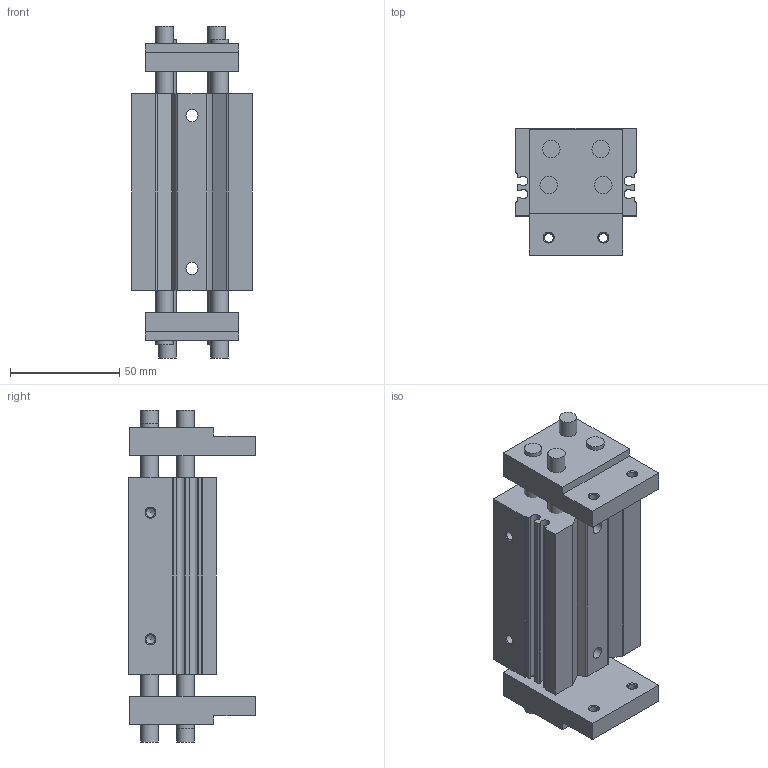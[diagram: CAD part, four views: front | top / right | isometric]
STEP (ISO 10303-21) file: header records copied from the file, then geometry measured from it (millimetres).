
FILE_DESCRIPTION( ( 'STEP AP203' ), '1' );
FILE_NAME( 'MCHX-16-60M.stp', '2022-01-18T08:33:07', ( 'License CC BY-ND 4.0' ), ( 'CADENAS' ), ' ', 'PARTsolutions', ' ' );
FILE_SCHEMA( ( 'CONFIG_CONTROL_DESIGN' ) );
Length unit declared in the file: millimetre
Products named in the file (3): MCHX-16-60M; _MCHX-16-60M_(b); _MCHX-16-60M_(f)
Assembly tree (3 placements, depth 2):
  MCHX-16-60M
    _MCHX-16-60M_(b)
    _MCHX-16-60M_(f)  x2
Bounding box: 55 x 58 x 152 mm (x, y, z)
Volume: 247625.1 mm3; surface area: 65809.9 mm2
Topology: 3 solids, 7 shells, 147 faces, 348 edges, 226 vertices
Faces by surface type: plane 69, cylinder 54, cone 24
Full cylindrical faces by diameter (mm): 3 x1, 4.134 x12, 5.5 x2, 8 x16, 23 x1
Entity records: 3422 total; most frequent: DIRECTION 598, CARTESIAN_POINT 555, ORIENTED_EDGE 480, EDGE_CURVE 240, AXIS2_PLACEMENT_3D 231, VERTEX_POINT 188, EDGE_LOOP 186, FACE_OUTER_BOUND 147
